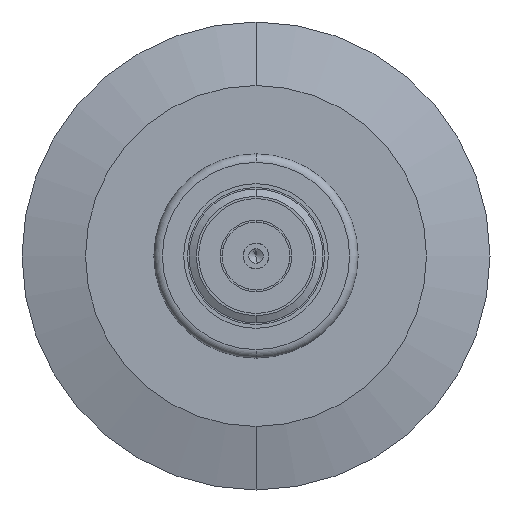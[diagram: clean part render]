
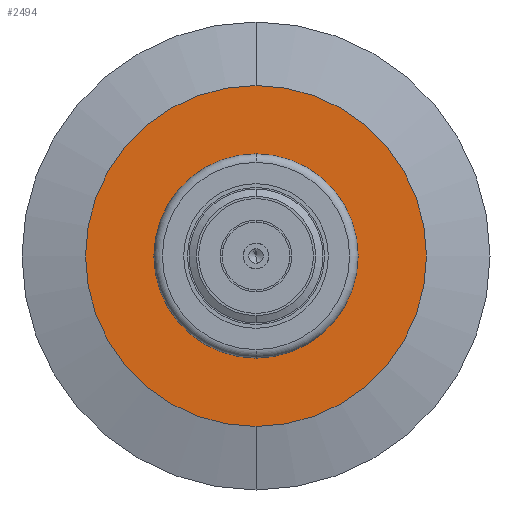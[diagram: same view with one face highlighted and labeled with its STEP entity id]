
A CAD part, front view. The second image highlights one B-rep face of the part: STEP entity #2494.
In plain terms, the highlighted face is planar.
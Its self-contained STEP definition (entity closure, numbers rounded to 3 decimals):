
#7 = DIRECTION ( 'NONE',  ( 0., 0., -1. ) ) ;
#60 = CARTESIAN_POINT ( 'NONE',  ( 5., 0., 12. ) ) ;
#160 = CARTESIAN_POINT ( 'NONE',  ( 5., 0., 0. ) ) ;
#207 = AXIS2_PLACEMENT_3D ( 'NONE', #616, #1597, #1389 ) ;
#234 = CARTESIAN_POINT ( 'NONE',  ( 5., 0., 0. ) ) ;
#257 = ORIENTED_EDGE ( 'NONE', *, *, #1620, .T. ) ;
#395 = ORIENTED_EDGE ( 'NONE', *, *, #2398, .T. ) ;
#463 = CIRCLE ( 'NONE', #1107, 20.036 ) ;
#536 = CARTESIAN_POINT ( 'NONE',  ( 5., 0., -12. ) ) ;
#544 = CARTESIAN_POINT ( 'NONE',  ( 5., 0., 0. ) ) ;
#616 = CARTESIAN_POINT ( 'NONE',  ( 5., 0., 0. ) ) ;
#662 = FACE_BOUND ( 'NONE', #2180, .T. ) ;
#781 = CARTESIAN_POINT ( 'NONE',  ( 5., 0., 20.036 ) ) ;
#788 = CIRCLE ( 'NONE', #207, 12. ) ;
#839 = VERTEX_POINT ( 'NONE', #781 ) ;
#845 = EDGE_CURVE ( 'NONE', #2146, #839, #939, .T. ) ;
#859 = EDGE_CURVE ( 'NONE', #839, #2146, #463, .T. ) ;
#937 = DIRECTION ( 'NONE',  ( 0., 0., 1. ) ) ;
#939 = CIRCLE ( 'NONE', #1925, 20.036 ) ;
#1107 = AXIS2_PLACEMENT_3D ( 'NONE', #544, #1725, #1140 ) ;
#1124 = CARTESIAN_POINT ( 'NONE',  ( 5., 0., -20.036 ) ) ;
#1131 = DIRECTION ( 'NONE',  ( 1., 0., 0. ) ) ;
#1140 = DIRECTION ( 'NONE',  ( 0., 0., -1. ) ) ;
#1209 = PLANE ( 'NONE',  #1443 ) ;
#1232 = VERTEX_POINT ( 'NONE', #60 ) ;
#1363 = AXIS2_PLACEMENT_3D ( 'NONE', #160, #1928, #937 ) ;
#1389 = DIRECTION ( 'NONE',  ( 0., 0., 1. ) ) ;
#1443 = AXIS2_PLACEMENT_3D ( 'NONE', #234, #1997, #1450 ) ;
#1450 = DIRECTION ( 'NONE',  ( 0., 0., -1. ) ) ;
#1597 = DIRECTION ( 'NONE',  ( -1., 0., 0. ) ) ;
#1620 = EDGE_CURVE ( 'NONE', #1232, #2190, #788, .T. ) ;
#1661 = CIRCLE ( 'NONE', #1363, 12. ) ;
#1725 = DIRECTION ( 'NONE',  ( 1., 0., 0. ) ) ;
#1782 = EDGE_LOOP ( 'NONE', ( #1991, #2323 ) ) ;
#1925 = AXIS2_PLACEMENT_3D ( 'NONE', #2128, #1131, #7 ) ;
#1928 = DIRECTION ( 'NONE',  ( -1., 0., 0. ) ) ;
#1991 = ORIENTED_EDGE ( 'NONE', *, *, #859, .T. ) ;
#1997 = DIRECTION ( 'NONE',  ( 1., 0., 0. ) ) ;
#2128 = CARTESIAN_POINT ( 'NONE',  ( 5., 0., 0. ) ) ;
#2146 = VERTEX_POINT ( 'NONE', #1124 ) ;
#2180 = EDGE_LOOP ( 'NONE', ( #257, #395 ) ) ;
#2190 = VERTEX_POINT ( 'NONE', #536 ) ;
#2323 = ORIENTED_EDGE ( 'NONE', *, *, #845, .T. ) ;
#2398 = EDGE_CURVE ( 'NONE', #2190, #1232, #1661, .T. ) ;
#2439 = FACE_OUTER_BOUND ( 'NONE', #1782, .T. ) ;
#2494 = ADVANCED_FACE ( 'NONE', ( #662, #2439 ), #1209, .T. ) ;
